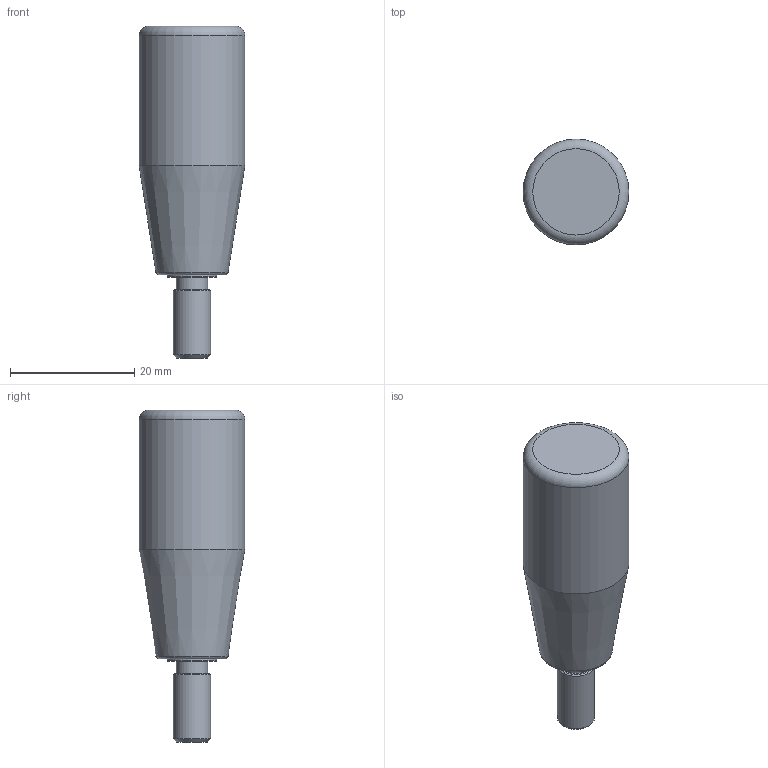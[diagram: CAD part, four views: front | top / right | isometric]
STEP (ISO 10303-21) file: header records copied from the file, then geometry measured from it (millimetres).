
FILE_DESCRIPTION( ( 'Unknown' ), '1' );
FILE_NAME( '6144005_MGEX17x40.stp', 'Unknown', ( 'Unknown' ), ( 'Unknown' ), 'PSStep 11.0', 'Unknown', ' ' );
FILE_SCHEMA( ( 'AUTOMOTIVE_DESIGN { 1 0 10303 214 1 1 1 1 }' ) );
Length unit declared in the file: millimetre
Products named in the file (1): 8900098
Bounding box: 17 x 17 x 53.4 mm (x, y, z)
Volume: 7866.3 mm3; surface area: 3767.1 mm2
Topology: 1 solids, 2 shells, 50 faces, 115 edges, 74 vertices
Faces by surface type: plane 29, cylinder 11, cone 8, torus 2
Full cylindrical faces by diameter (mm): 3.1 x1, 4.8 x1, 5 x1, 5.1 x1, 5.9 x1, 6 x1, 8 x2, 17 x1
Entity records: 1698 total; most frequent: DIRECTION 234, CARTESIAN_POINT 212, ORIENTED_EDGE 182, AXIS2_PLACEMENT_3D 92, EDGE_CURVE 91, EDGE_LOOP 76, VERTEX_POINT 70, FACE_OUTER_BOUND 61
